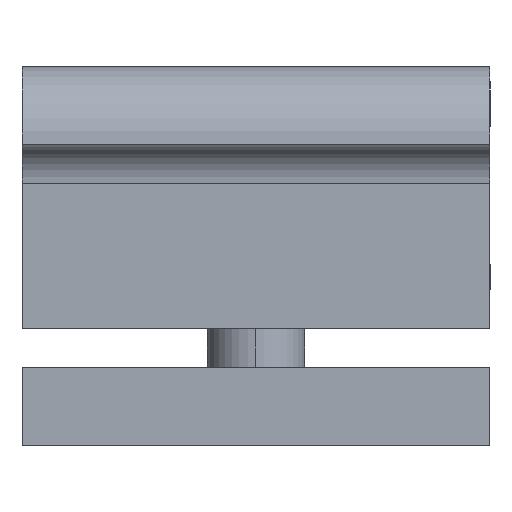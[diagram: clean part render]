
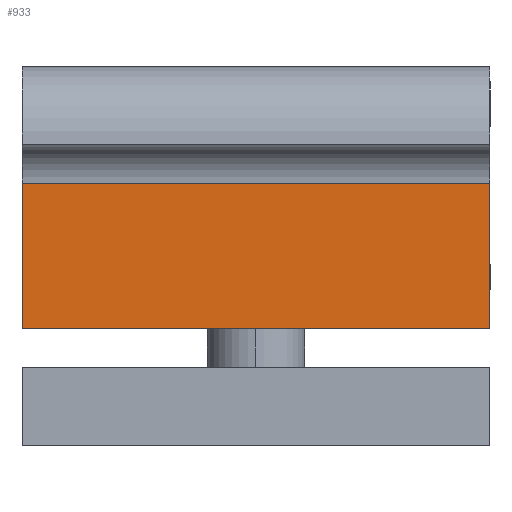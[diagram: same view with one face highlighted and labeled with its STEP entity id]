
A CAD part, front view. The second image highlights one B-rep face of the part: STEP entity #933.
In plain terms, the highlighted planar face has unit normal (0, -1, 0).
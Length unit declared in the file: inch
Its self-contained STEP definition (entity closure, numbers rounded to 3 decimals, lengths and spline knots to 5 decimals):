
#875=CARTESIAN_POINT('',(-0.75,0.751,-0.125));
#876=VERTEX_POINT('',#875);
#884=CARTESIAN_POINT('',(0.75,0.751,-0.125));
#885=VERTEX_POINT('',#884);
#886=CARTESIAN_POINT('',(0.75,0.751,-0.125));
#887=DIRECTION('',(-1.0,0.0,0.0));
#888=VECTOR('',#887,1.5);
#889=LINE('',#886,#888);
#890=EDGE_CURVE('',#885,#876,#889,.T.);
#903=CARTESIAN_POINT('',(0.75,0.751,-0.125));
#904=DIRECTION('',(0.0,-1.0,0.0));
#905=DIRECTION('',(0.0,0.0,-1.0));
#906=AXIS2_PLACEMENT_3D('',#903,#904,#905);
#907=PLANE('',#906);
#908=CARTESIAN_POINT('',(-0.75,0.751,-0.59));
#909=VERTEX_POINT('',#908);
#910=CARTESIAN_POINT('',(-0.75,0.751,-0.125));
#911=DIRECTION('',(0.0,0.0,-1.0));
#912=VECTOR('',#911,0.465);
#913=LINE('',#910,#912);
#914=EDGE_CURVE('',#876,#909,#913,.T.);
#915=ORIENTED_EDGE('',*,*,#914,.T.);
#916=CARTESIAN_POINT('',(0.75,0.751,-0.59));
#917=VERTEX_POINT('',#916);
#918=CARTESIAN_POINT('',(0.75,0.751,-0.59));
#919=DIRECTION('',(-1.0,0.0,0.0));
#920=VECTOR('',#919,1.5);
#921=LINE('',#918,#920);
#922=EDGE_CURVE('',#917,#909,#921,.T.);
#923=ORIENTED_EDGE('',*,*,#922,.F.);
#924=CARTESIAN_POINT('',(0.75,0.751,-0.59));
#925=DIRECTION('',(0.0,0.0,1.0));
#926=VECTOR('',#925,0.465);
#927=LINE('',#924,#926);
#928=EDGE_CURVE('',#917,#885,#927,.T.);
#929=ORIENTED_EDGE('',*,*,#928,.T.);
#930=ORIENTED_EDGE('',*,*,#890,.T.);
#931=EDGE_LOOP('',(#915,#923,#929,#930));
#932=FACE_OUTER_BOUND('',#931,.T.);
#933=ADVANCED_FACE('',(#932),#907,.T.);
